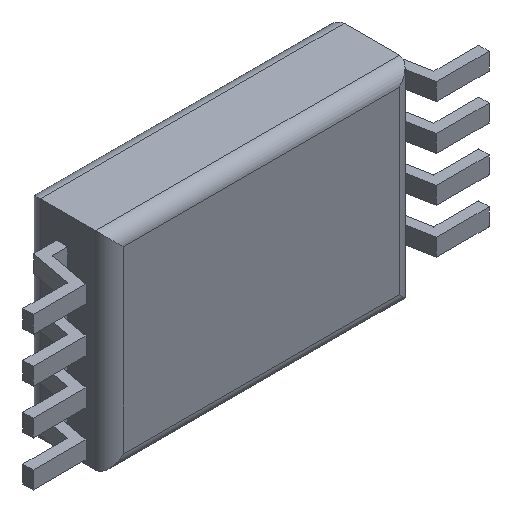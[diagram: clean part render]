
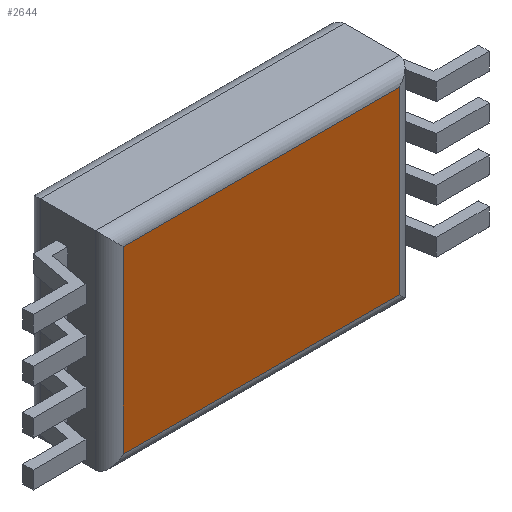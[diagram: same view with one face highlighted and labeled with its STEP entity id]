
A CAD part, isometric view. The second image highlights one B-rep face of the part: STEP entity #2644.
In plain terms, the highlighted planar face has unit normal (0, -1, 0).
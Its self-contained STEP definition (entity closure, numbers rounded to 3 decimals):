
#18 = EDGE_LOOP ( 'NONE', ( #1538, #2317, #104, #1173 ) ) ;
#104 = ORIENTED_EDGE ( 'NONE', *, *, #1897, .T. ) ;
#350 = CARTESIAN_POINT ( 'NONE',  ( 0., 0., 1.825 ) ) ;
#355 = DIRECTION ( 'NONE',  ( 1., 0., 0. ) ) ;
#447 = EDGE_CURVE ( 'NONE', #1044, #1844, #2017, .T. ) ;
#554 = VECTOR ( 'NONE', #355, 1000. ) ;
#672 = DIRECTION ( 'NONE',  ( 0., 0., 1. ) ) ;
#699 = CARTESIAN_POINT ( 'NONE',  ( -1.246, 0., -0.775 ) ) ;
#882 = LINE ( 'NONE', #1204, #2717 ) ;
#929 = EDGE_CURVE ( 'NONE', #1844, #1079, #1208, .T. ) ;
#1037 = DIRECTION ( 'NONE',  ( 0., 1., 0. ) ) ;
#1044 = VERTEX_POINT ( 'NONE', #699 ) ;
#1079 = VERTEX_POINT ( 'NONE', #1572 ) ;
#1173 = ORIENTED_EDGE ( 'NONE', *, *, #447, .T. ) ;
#1204 = CARTESIAN_POINT ( 'NONE',  ( -1.246, 0., 0. ) ) ;
#1208 = LINE ( 'NONE', #2601, #2119 ) ;
#1230 = DIRECTION ( 'NONE',  ( 0., 0., 1. ) ) ;
#1259 = PLANE ( 'NONE',  #1665 ) ;
#1436 = CARTESIAN_POINT ( 'NONE',  ( -1.246, 0., 1.825 ) ) ;
#1443 = CARTESIAN_POINT ( 'NONE',  ( 2.754, 0., -0.775 ) ) ;
#1538 = ORIENTED_EDGE ( 'NONE', *, *, #929, .T. ) ;
#1567 = VECTOR ( 'NONE', #2718, 1000. ) ;
#1572 = CARTESIAN_POINT ( 'NONE',  ( 2.754, 0., 1.825 ) ) ;
#1665 = AXIS2_PLACEMENT_3D ( 'NONE', #2112, #1037, #1230 ) ;
#1793 = LINE ( 'NONE', #350, #1567 ) ;
#1827 = DIRECTION ( 'NONE',  ( 0., 0., -1. ) ) ;
#1844 = VERTEX_POINT ( 'NONE', #1443 ) ;
#1861 = EDGE_CURVE ( 'NONE', #1079, #2567, #1793, .T. ) ;
#1897 = EDGE_CURVE ( 'NONE', #2567, #1044, #882, .T. ) ;
#2017 = LINE ( 'NONE', #2542, #554 ) ;
#2112 = CARTESIAN_POINT ( 'NONE',  ( 0., 0., 0. ) ) ;
#2119 = VECTOR ( 'NONE', #672, 1000. ) ;
#2231 = FACE_OUTER_BOUND ( 'NONE', #18, .T. ) ;
#2317 = ORIENTED_EDGE ( 'NONE', *, *, #1861, .T. ) ;
#2542 = CARTESIAN_POINT ( 'NONE',  ( 0., 0., -0.775 ) ) ;
#2567 = VERTEX_POINT ( 'NONE', #1436 ) ;
#2601 = CARTESIAN_POINT ( 'NONE',  ( 2.754, 0., 0. ) ) ;
#2644 = ADVANCED_FACE ( 'NONE', ( #2231 ), #1259, .F. ) ;
#2717 = VECTOR ( 'NONE', #1827, 1000. ) ;
#2718 = DIRECTION ( 'NONE',  ( -1., 0., 0. ) ) ;
